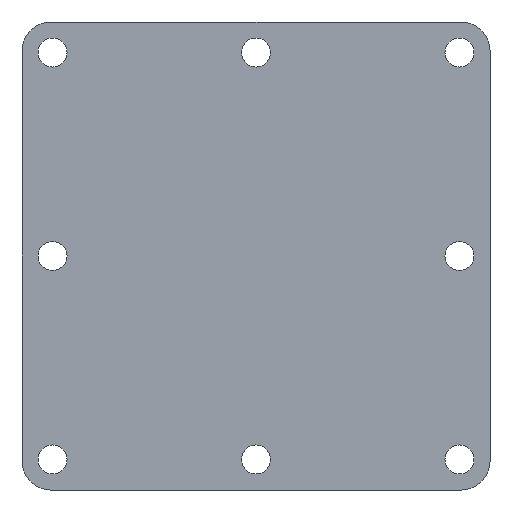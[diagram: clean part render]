
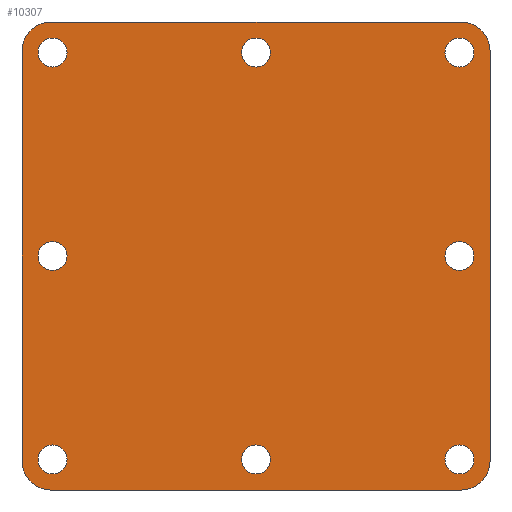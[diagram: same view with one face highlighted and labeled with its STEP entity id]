
A CAD part, front view. The second image highlights one B-rep face of the part: STEP entity #10307.
In plain terms, the highlighted planar face has unit normal (0, -1, 0).
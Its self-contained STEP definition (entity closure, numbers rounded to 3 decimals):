
#69=CIRCLE('',#10678,7.125);
#80=CIRCLE('',#10692,7.125);
#81=CIRCLE('',#10694,7.125);
#82=CIRCLE('',#10697,7.125);
#84=CIRCLE('',#10702,3.563);
#87=CIRCLE('',#10708,3.563);
#90=CIRCLE('',#10714,3.563);
#92=CIRCLE('',#10718,3.563);
#95=CIRCLE('',#10724,3.563);
#97=CIRCLE('',#10728,3.563);
#100=CIRCLE('',#10734,3.563);
#102=CIRCLE('',#10738,3.563);
#172=FACE_BOUND('',#1992,.T.);
#173=FACE_BOUND('',#1993,.T.);
#174=FACE_BOUND('',#1994,.T.);
#175=FACE_BOUND('',#1995,.T.);
#176=FACE_BOUND('',#1996,.T.);
#177=FACE_BOUND('',#1997,.T.);
#178=FACE_BOUND('',#1998,.T.);
#179=FACE_BOUND('',#1999,.T.);
#1375=FACE_OUTER_BOUND('',#1991,.T.);
#1991=EDGE_LOOP('',(#9418,#9419,#9420,#9421,#9422,#9423,#9424,#9425));
#1992=EDGE_LOOP('',(#9426));
#1993=EDGE_LOOP('',(#9427));
#1994=EDGE_LOOP('',(#9428));
#1995=EDGE_LOOP('',(#9429));
#1996=EDGE_LOOP('',(#9430));
#1997=EDGE_LOOP('',(#9431));
#1998=EDGE_LOOP('',(#9432));
#1999=EDGE_LOOP('',(#9433));
#2962=LINE('',#18245,#3952);
#2968=LINE('',#18260,#3958);
#2970=LINE('',#18266,#3960);
#2989=LINE('',#18350,#3979);
#3952=VECTOR('',#12430,10.);
#3958=VECTOR('',#12446,10.);
#3960=VECTOR('',#12454,10.);
#3979=VECTOR('',#12563,10.);
#4924=VERTEX_POINT('',#18205);
#4925=VERTEX_POINT('',#18207);
#4941=VERTEX_POINT('',#18244);
#4942=VERTEX_POINT('',#18248);
#4943=VERTEX_POINT('',#18252);
#4944=VERTEX_POINT('',#18254);
#4945=VERTEX_POINT('',#18258);
#4946=VERTEX_POINT('',#18262);
#4948=VERTEX_POINT('',#18271);
#4951=VERTEX_POINT('',#18284);
#4954=VERTEX_POINT('',#18296);
#4956=VERTEX_POINT('',#18303);
#4959=VERTEX_POINT('',#18315);
#4961=VERTEX_POINT('',#18322);
#4964=VERTEX_POINT('',#18335);
#4966=VERTEX_POINT('',#18342);
#6386=EDGE_CURVE('',#4924,#4925,#69,.T.);
#6405=EDGE_CURVE('',#4925,#4941,#2962,.T.);
#6407=EDGE_CURVE('',#4941,#4942,#80,.T.);
#6410=EDGE_CURVE('',#4943,#4944,#81,.T.);
#6413=EDGE_CURVE('',#4945,#4943,#2968,.T.);
#6415=EDGE_CURVE('',#4946,#4945,#82,.T.);
#6416=EDGE_CURVE('',#4942,#4946,#2970,.T.);
#6419=EDGE_CURVE('',#4948,#4948,#84,.T.);
#6426=EDGE_CURVE('',#4951,#4951,#87,.T.);
#6432=EDGE_CURVE('',#4954,#4954,#90,.T.);
#6435=EDGE_CURVE('',#4956,#4956,#92,.T.);
#6441=EDGE_CURVE('',#4959,#4959,#95,.T.);
#6444=EDGE_CURVE('',#4961,#4961,#97,.T.);
#6451=EDGE_CURVE('',#4964,#4964,#100,.T.);
#6454=EDGE_CURVE('',#4966,#4966,#102,.T.);
#6455=EDGE_CURVE('',#4944,#4924,#2989,.T.);
#9418=ORIENTED_EDGE('',*,*,#6386,.F.);
#9419=ORIENTED_EDGE('',*,*,#6455,.F.);
#9420=ORIENTED_EDGE('',*,*,#6410,.F.);
#9421=ORIENTED_EDGE('',*,*,#6413,.F.);
#9422=ORIENTED_EDGE('',*,*,#6415,.F.);
#9423=ORIENTED_EDGE('',*,*,#6416,.F.);
#9424=ORIENTED_EDGE('',*,*,#6407,.F.);
#9425=ORIENTED_EDGE('',*,*,#6405,.F.);
#9426=ORIENTED_EDGE('',*,*,#6419,.T.);
#9427=ORIENTED_EDGE('',*,*,#6426,.T.);
#9428=ORIENTED_EDGE('',*,*,#6432,.T.);
#9429=ORIENTED_EDGE('',*,*,#6435,.T.);
#9430=ORIENTED_EDGE('',*,*,#6441,.T.);
#9431=ORIENTED_EDGE('',*,*,#6444,.T.);
#9432=ORIENTED_EDGE('',*,*,#6451,.T.);
#9433=ORIENTED_EDGE('',*,*,#6454,.T.);
#9751=PLANE('',#10745);
#10307=ADVANCED_FACE('',(#1375,#172,#173,#174,#175,#176,#177,#178,#179),
#9751,.F.);
#10678=AXIS2_PLACEMENT_3D('',#18208,#12396,#12397);
#10692=AXIS2_PLACEMENT_3D('',#18249,#12434,#12435);
#10694=AXIS2_PLACEMENT_3D('',#18255,#12440,#12441);
#10697=AXIS2_PLACEMENT_3D('',#18264,#12450,#12451);
#10702=AXIS2_PLACEMENT_3D('',#18273,#12462,#12463);
#10708=AXIS2_PLACEMENT_3D('',#18286,#12478,#12479);
#10714=AXIS2_PLACEMENT_3D('',#18298,#12493,#12494);
#10718=AXIS2_PLACEMENT_3D('',#18305,#12502,#12503);
#10724=AXIS2_PLACEMENT_3D('',#18317,#12517,#12518);
#10728=AXIS2_PLACEMENT_3D('',#18324,#12526,#12527);
#10734=AXIS2_PLACEMENT_3D('',#18337,#12542,#12543);
#10738=AXIS2_PLACEMENT_3D('',#18344,#12551,#12552);
#10745=AXIS2_PLACEMENT_3D('',#18352,#12566,#12567);
#12396=DIRECTION('center_axis',(0.,1.,0.));
#12397=DIRECTION('ref_axis',(-0.707,0.,-0.707));
#12430=DIRECTION('',(0.,0.,1.));
#12434=DIRECTION('center_axis',(0.,1.,0.));
#12435=DIRECTION('ref_axis',(-0.707,0.,0.707));
#12440=DIRECTION('center_axis',(0.,1.,0.));
#12441=DIRECTION('ref_axis',(0.707,0.,-0.707));
#12446=DIRECTION('',(0.,0.,-1.));
#12450=DIRECTION('center_axis',(0.,1.,0.));
#12451=DIRECTION('ref_axis',(0.707,0.,0.707));
#12454=DIRECTION('',(1.,0.,0.));
#12462=DIRECTION('center_axis',(0.,1.,0.));
#12463=DIRECTION('ref_axis',(1.,0.,0.));
#12478=DIRECTION('center_axis',(0.,1.,0.));
#12479=DIRECTION('ref_axis',(1.,0.,0.));
#12493=DIRECTION('center_axis',(0.,1.,0.));
#12494=DIRECTION('ref_axis',(1.,0.,0.));
#12502=DIRECTION('center_axis',(0.,1.,0.));
#12503=DIRECTION('ref_axis',(1.,0.,0.));
#12517=DIRECTION('center_axis',(0.,1.,0.));
#12518=DIRECTION('ref_axis',(1.,0.,0.));
#12526=DIRECTION('center_axis',(0.,1.,0.));
#12527=DIRECTION('ref_axis',(1.,0.,0.));
#12542=DIRECTION('center_axis',(0.,1.,0.));
#12543=DIRECTION('ref_axis',(1.,0.,0.));
#12551=DIRECTION('center_axis',(0.,1.,0.));
#12552=DIRECTION('ref_axis',(1.,0.,0.));
#12563=DIRECTION('',(-1.,0.,0.));
#12566=DIRECTION('center_axis',(0.,1.,0.));
#12567=DIRECTION('ref_axis',(0.,0.,1.));
#18205=CARTESIAN_POINT('',(-50.375,0.,-57.5));
#18207=CARTESIAN_POINT('',(-57.5,0.,-50.375));
#18208=CARTESIAN_POINT('Origin',(-50.375,0.,-50.375));
#18244=CARTESIAN_POINT('',(-57.5,0.,50.375));
#18245=CARTESIAN_POINT('',(-57.5,0.,-57.5));
#18248=CARTESIAN_POINT('',(-50.375,0.,57.5));
#18249=CARTESIAN_POINT('Origin',(-50.375,0.,50.375));
#18252=CARTESIAN_POINT('',(57.5,0.,-50.375));
#18254=CARTESIAN_POINT('',(50.375,0.,-57.5));
#18255=CARTESIAN_POINT('Origin',(50.375,0.,-50.375));
#18258=CARTESIAN_POINT('',(57.5,0.,50.375));
#18260=CARTESIAN_POINT('',(57.5,0.,57.5));
#18262=CARTESIAN_POINT('',(50.375,0.,57.5));
#18264=CARTESIAN_POINT('Origin',(50.375,0.,50.375));
#18266=CARTESIAN_POINT('',(-57.5,0.,57.5));
#18271=CARTESIAN_POINT('',(-3.563,0.,-50.));
#18273=CARTESIAN_POINT('Origin',(0.,0.,-50.));
#18284=CARTESIAN_POINT('',(46.438,0.,0.));
#18286=CARTESIAN_POINT('Origin',(50.,0.,0.));
#18296=CARTESIAN_POINT('',(-3.563,0.,50.));
#18298=CARTESIAN_POINT('Origin',(0.,0.,50.));
#18303=CARTESIAN_POINT('',(-53.563,0.,0.));
#18305=CARTESIAN_POINT('Origin',(-50.,0.,0.));
#18315=CARTESIAN_POINT('',(46.438,0.,-50.));
#18317=CARTESIAN_POINT('Origin',(50.,0.,-50.));
#18322=CARTESIAN_POINT('',(-53.563,0.,-50.));
#18324=CARTESIAN_POINT('Origin',(-50.,0.,-50.));
#18335=CARTESIAN_POINT('',(46.438,0.,50.));
#18337=CARTESIAN_POINT('Origin',(50.,0.,50.));
#18342=CARTESIAN_POINT('',(-53.563,0.,50.));
#18344=CARTESIAN_POINT('Origin',(-50.,0.,50.));
#18350=CARTESIAN_POINT('',(57.5,0.,-57.5));
#18352=CARTESIAN_POINT('Origin',(0.,0.,0.));
